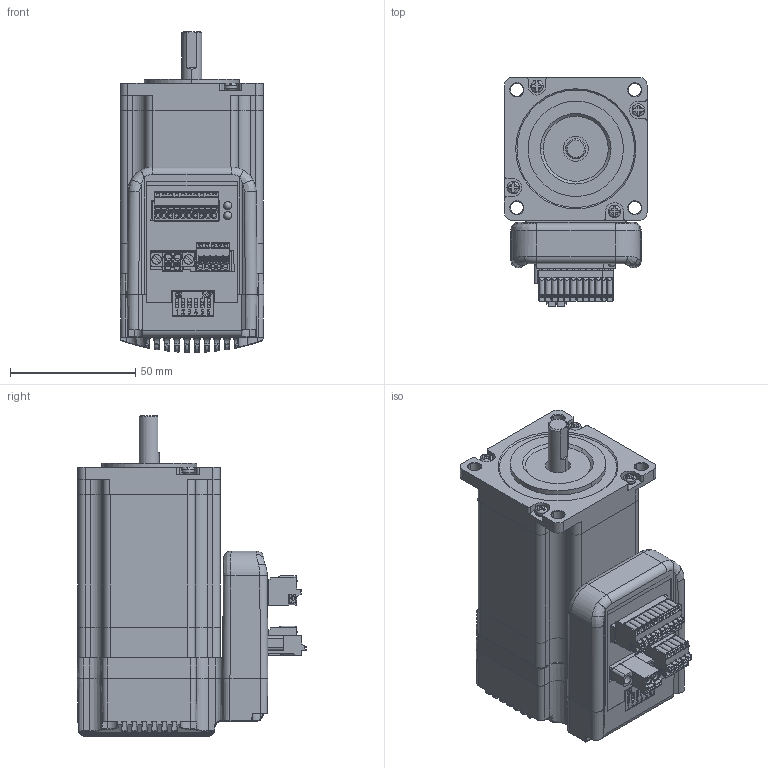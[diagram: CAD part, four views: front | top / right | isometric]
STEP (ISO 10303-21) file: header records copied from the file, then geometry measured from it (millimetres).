
FILE_DESCRIPTION(/* description */ (''),/* implementation_level */ '2;1');
FILE_NAME(/* name */ 'iHSS57-36-20.stp',/* time_stamp */ '2019-10-22T18:10:56+08:00',/* author */ (''),/* organization */ (''),/* preprocessor_version */ 'ST-DEVELOPER v14',/* originating_system */ 'SIEMENS PLM Software NX 8.0',/* authorisation */ '');
FILE_SCHEMA (('AP203_CONFIGURATION_CONTROLLED_3D_DESIGN_OF_MECHANICAL_PARTS_AND_ASSEMBLIES_MIM_LF { 1 0 10303 403 2 1 2}'));
Products named in the file (1): Admi145411BDr6fq
Bounding box: 57.41 x 91.75 x 128.28 mm (x, y, z)
Volume: 285785.8 mm3; surface area: 103121.7 mm2
Topology: 37 solids, 41 shells, 4307 faces, 11346 edges, 7357 vertices
Faces by surface type: plane 2754, cylinder 1166, bspline 159, cone 138, torus 52, sphere 38
Entity records: 143837 total; most frequent: CARTESIAN_POINT 37995, ORIENTED_EDGE 22612, DIRECTION 20956, EDGE_CURVE 11310, LINE 7944, VECTOR 7944, VERTEX_POINT 7357, AXIS2_PLACEMENT_3D 6506
